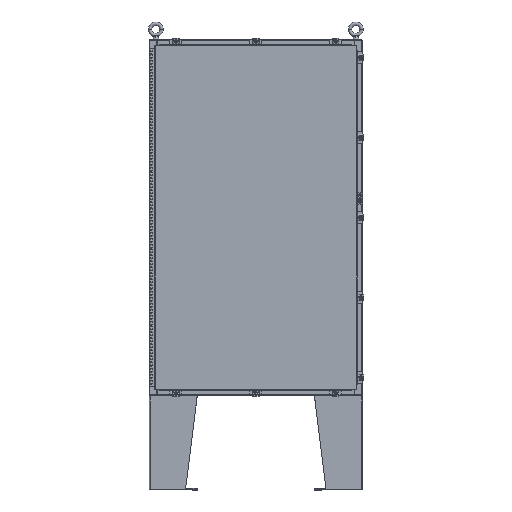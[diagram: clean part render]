
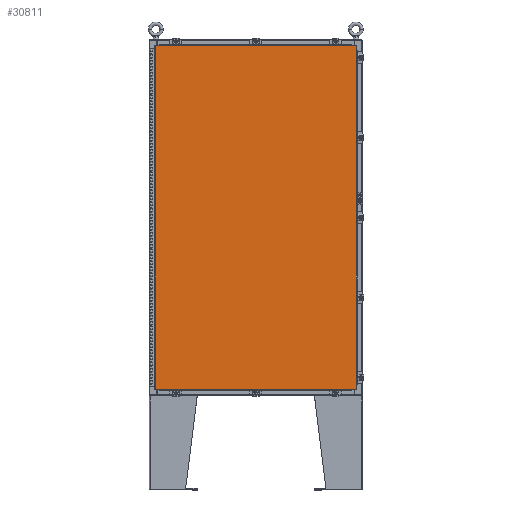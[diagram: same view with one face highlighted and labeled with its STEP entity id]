
A CAD part, top view. The second image highlights one B-rep face of the part: STEP entity #30811.
In plain terms, the highlighted planar face has unit normal (0, 0, 1).
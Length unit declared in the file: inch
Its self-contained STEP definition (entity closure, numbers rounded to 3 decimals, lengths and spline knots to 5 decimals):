
#1614 = VECTOR ( 'NONE', #33476, 39.37008 ) ;
#1649 = LINE ( 'NONE', #55986, #31215 ) ;
#3218 = LINE ( 'NONE', #59414, #1614 ) ;
#4687 = VERTEX_POINT ( 'NONE', #19411 ) ;
#6607 = CARTESIAN_POINT ( 'NONE',  ( 16.9903, -29.0063, 0. ) ) ;
#8955 = VECTOR ( 'NONE', #13282, 39.37008 ) ;
#10972 = EDGE_CURVE ( 'NONE', #26753, #25615, #1649, .T. ) ;
#12937 = EDGE_LOOP ( 'NONE', ( #64867, #52877, #51472, #26749 ) ) ;
#13282 = DIRECTION ( 'NONE',  ( 0., 1., 0. ) ) ;
#15324 = DIRECTION ( 'NONE',  ( -1., 0., 0. ) ) ;
#16498 = EDGE_CURVE ( 'NONE', #50467, #26753, #50852, .T. ) ;
#19411 = CARTESIAN_POINT ( 'NONE',  ( -16.9903, -29.0063, 0. ) ) ;
#20080 = CARTESIAN_POINT ( 'NONE',  ( 16.9903, -29.0063, 0. ) ) ;
#25615 = VERTEX_POINT ( 'NONE', #48647 ) ;
#26749 = ORIENTED_EDGE ( 'NONE', *, *, #64250, .T. ) ;
#26753 = VERTEX_POINT ( 'NONE', #32009 ) ;
#30075 = FACE_OUTER_BOUND ( 'NONE', #12937, .T. ) ;
#30811 = ADVANCED_FACE ( 'NONE', ( #30075 ), #36336, .F. ) ;
#31215 = VECTOR ( 'NONE', #33733, 39.37008 ) ;
#32009 = CARTESIAN_POINT ( 'NONE',  ( 16.9903, 29.0063, 0. ) ) ;
#33476 = DIRECTION ( 'NONE',  ( 1., 0., 0. ) ) ;
#33733 = DIRECTION ( 'NONE',  ( -1., 0., 0. ) ) ;
#36336 = PLANE ( 'NONE',  #47395 ) ;
#36772 = LINE ( 'NONE', #39482, #49050 ) ;
#37172 = EDGE_CURVE ( 'NONE', #4687, #50467, #3218, .T. ) ;
#39482 = CARTESIAN_POINT ( 'NONE',  ( -16.9903, 29.0063, 0. ) ) ;
#41497 = CARTESIAN_POINT ( 'NONE',  ( 0., 0., 0. ) ) ;
#44677 = DIRECTION ( 'NONE',  ( 0., -1., 0. ) ) ;
#46815 = DIRECTION ( 'NONE',  ( 0., 0., -1. ) ) ;
#47395 = AXIS2_PLACEMENT_3D ( 'NONE', #41497, #46815, #15324 ) ;
#48647 = CARTESIAN_POINT ( 'NONE',  ( -16.9903, 29.0063, 0. ) ) ;
#49050 = VECTOR ( 'NONE', #44677, 39.37008 ) ;
#50467 = VERTEX_POINT ( 'NONE', #6607 ) ;
#50852 = LINE ( 'NONE', #20080, #8955 ) ;
#51472 = ORIENTED_EDGE ( 'NONE', *, *, #10972, .T. ) ;
#52877 = ORIENTED_EDGE ( 'NONE', *, *, #16498, .T. ) ;
#55986 = CARTESIAN_POINT ( 'NONE',  ( 16.9903, 29.0063, 0. ) ) ;
#59414 = CARTESIAN_POINT ( 'NONE',  ( -16.9903, -29.0063, 0. ) ) ;
#64250 = EDGE_CURVE ( 'NONE', #25615, #4687, #36772, .T. ) ;
#64867 = ORIENTED_EDGE ( 'NONE', *, *, #37172, .T. ) ;
